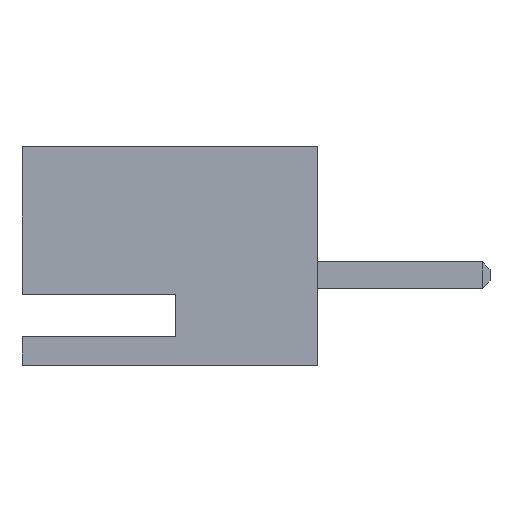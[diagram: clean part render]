
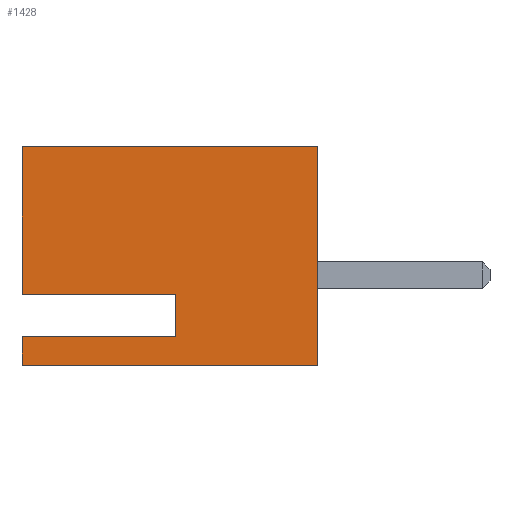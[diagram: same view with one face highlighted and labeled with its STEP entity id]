
A CAD part, left-side view. The second image highlights one B-rep face of the part: STEP entity #1428.
In plain terms, the highlighted planar face has unit normal (-1, 0, 0).
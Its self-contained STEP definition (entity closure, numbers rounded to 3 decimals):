
#45 = AXIS2_PLACEMENT_3D ( 'NONE', #3609, #3610, #3611 ) ;
#292 = CARTESIAN_POINT ( 'NONE',  ( -10., 7.7, -1. ) ) ;
#296 = CARTESIAN_POINT ( 'NONE',  ( -10., 0., -2.85 ) ) ;
#335 = CARTESIAN_POINT ( 'NONE',  ( -10., 0., 2.85 ) ) ;
#341 = CARTESIAN_POINT ( 'NONE',  ( -10., 3.7, -1. ) ) ;
#837 = EDGE_CURVE ( 'NONE', #3188, #3319, #2987, .T. ) ;
#839 = EDGE_CURVE ( 'NONE', #3118, #3185, #2995, .T. ) ;
#840 = EDGE_CURVE ( 'NONE', #3185, #3319, #2991, .T. ) ;
#841 = EDGE_CURVE ( 'NONE', #3188, #3057, #2999, .T. ) ;
#842 = EDGE_CURVE ( 'NONE', #3057, #3109, #3001, .T. ) ;
#843 = EDGE_CURVE ( 'NONE', #3373, #3109, #3003, .T. ) ;
#844 = EDGE_CURVE ( 'NONE', #1882, #3373, #2997, .T. ) ;
#845 = EDGE_CURVE ( 'NONE', #1882, #3118, #3005, .T. ) ;
#1361 = PLANE ( 'NONE',  #45 ) ;
#1428 = ADVANCED_FACE ( 'NONE', ( #4655 ), #1361, .F. ) ;
#1593 = CARTESIAN_POINT ( 'NONE',  ( -10., 3.7, -2.1 ) ) ;
#1595 = CARTESIAN_POINT ( 'NONE',  ( -10., 7.7, -2.85 ) ) ;
#1676 = CARTESIAN_POINT ( 'NONE',  ( -10., 7.7, -2.1 ) ) ;
#1716 = CARTESIAN_POINT ( 'NONE',  ( -10., 7.7, 2.85 ) ) ;
#1840 = ORIENTED_EDGE ( 'NONE', *, *, #843, .F. ) ;
#1847 = ORIENTED_EDGE ( 'NONE', *, *, #839, .T. ) ;
#1852 = ORIENTED_EDGE ( 'NONE', *, *, #837, .F. ) ;
#1856 = ORIENTED_EDGE ( 'NONE', *, *, #842, .T. ) ;
#1858 = ORIENTED_EDGE ( 'NONE', *, *, #841, .T. ) ;
#1871 = ORIENTED_EDGE ( 'NONE', *, *, #844, .F. ) ;
#1882 = VERTEX_POINT ( 'NONE', #292 ) ;
#2211 = ORIENTED_EDGE ( 'NONE', *, *, #840, .T. ) ;
#2231 = ORIENTED_EDGE ( 'NONE', *, *, #845, .T. ) ;
#2987 = LINE ( 'NONE', #3949, #2994 ) ;
#2991 = LINE ( 'NONE', #3956, #3000 ) ;
#2994 = VECTOR ( 'NONE', #3962, 1000. ) ;
#2995 = LINE ( 'NONE', #3965, #2998 ) ;
#2997 = LINE ( 'NONE', #3960, #3008 ) ;
#2998 = VECTOR ( 'NONE', #3967, 1000. ) ;
#2999 = LINE ( 'NONE', #3969, #3002 ) ;
#3000 = VECTOR ( 'NONE', #3968, 1000. ) ;
#3001 = LINE ( 'NONE', #3971, #3004 ) ;
#3002 = VECTOR ( 'NONE', #3970, 1000. ) ;
#3003 = LINE ( 'NONE', #3973, #3006 ) ;
#3004 = VECTOR ( 'NONE', #3972, 1000. ) ;
#3005 = LINE ( 'NONE', #3966, #3010 ) ;
#3006 = VECTOR ( 'NONE', #3975, 1000. ) ;
#3008 = VECTOR ( 'NONE', #3976, 1000. ) ;
#3010 = VECTOR ( 'NONE', #3978, 1000. ) ;
#3057 = VERTEX_POINT ( 'NONE', #296 ) ;
#3109 = VERTEX_POINT ( 'NONE', #335 ) ;
#3118 = VERTEX_POINT ( 'NONE', #341 ) ;
#3185 = VERTEX_POINT ( 'NONE', #1593 ) ;
#3188 = VERTEX_POINT ( 'NONE', #1595 ) ;
#3319 = VERTEX_POINT ( 'NONE', #1676 ) ;
#3373 = VERTEX_POINT ( 'NONE', #1716 ) ;
#3408 = EDGE_LOOP ( 'NONE', ( #1847, #2211, #1852, #1858, #1856, #1840, #1871, #2231 ) ) ;
#3609 = CARTESIAN_POINT ( 'NONE',  ( -10., 7.7, 2.85 ) ) ;
#3610 = DIRECTION ( 'NONE',  ( 1., 0., 0. ) ) ;
#3611 = DIRECTION ( 'NONE',  ( 0., 0., -1. ) ) ;
#3949 = CARTESIAN_POINT ( 'NONE',  ( -10., 7.7, 2.85 ) ) ;
#3956 = CARTESIAN_POINT ( 'NONE',  ( -10., 7.7, -2.1 ) ) ;
#3960 = CARTESIAN_POINT ( 'NONE',  ( -10., 7.7, 2.85 ) ) ;
#3962 = DIRECTION ( 'NONE',  ( 0., 0., 1. ) ) ;
#3965 = CARTESIAN_POINT ( 'NONE',  ( -10., 3.7, 2.85 ) ) ;
#3966 = CARTESIAN_POINT ( 'NONE',  ( -10., 7.7, -1. ) ) ;
#3967 = DIRECTION ( 'NONE',  ( 0., 0., -1. ) ) ;
#3968 = DIRECTION ( 'NONE',  ( 0., 1., 0. ) ) ;
#3969 = CARTESIAN_POINT ( 'NONE',  ( -10., 7.7, -2.85 ) ) ;
#3970 = DIRECTION ( 'NONE',  ( 0., -1., 0. ) ) ;
#3971 = CARTESIAN_POINT ( 'NONE',  ( -10., 0., 2.85 ) ) ;
#3972 = DIRECTION ( 'NONE',  ( 0., 0., 1. ) ) ;
#3973 = CARTESIAN_POINT ( 'NONE',  ( -10., 7.7, 2.85 ) ) ;
#3975 = DIRECTION ( 'NONE',  ( 0., -1., 0. ) ) ;
#3976 = DIRECTION ( 'NONE',  ( 0., 0., 1. ) ) ;
#3978 = DIRECTION ( 'NONE',  ( 0., -1., 0. ) ) ;
#4655 = FACE_OUTER_BOUND ( 'NONE', #3408, .T. ) ;
